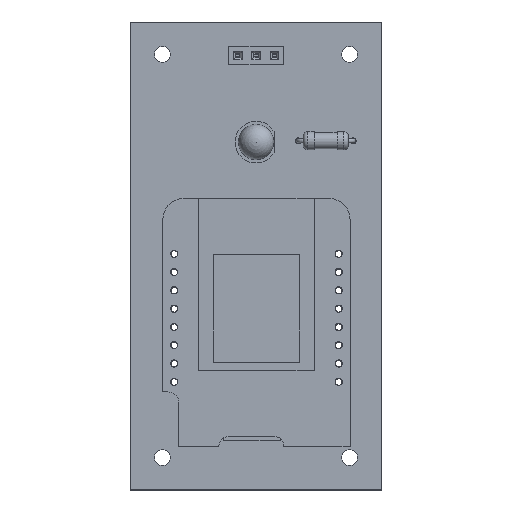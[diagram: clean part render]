
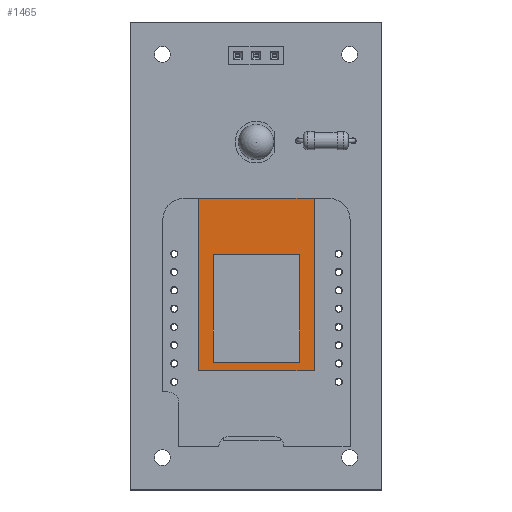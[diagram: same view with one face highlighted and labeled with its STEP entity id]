
A CAD part, top view. The second image highlights one B-rep face of the part: STEP entity #1465.
In plain terms, the highlighted planar face has unit normal (0, 0, 1).
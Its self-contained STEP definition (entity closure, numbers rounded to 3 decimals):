
#802 = VERTEX_POINT('',#803);
#803 = CARTESIAN_POINT('',(3.42,7.73,12.3));
#809 = EDGE_CURVE('',#802,#810,#812,.T.);
#810 = VERTEX_POINT('',#811);
#811 = CARTESIAN_POINT('',(3.42,-16.27,12.3));
#812 = LINE('',#813,#814);
#813 = CARTESIAN_POINT('',(3.42,7.73,12.3));
#814 = VECTOR('',#815,1.);
#815 = DIRECTION('',(0.,-1.,0.));
#833 = EDGE_CURVE('',#810,#834,#836,.T.);
#834 = VERTEX_POINT('',#835);
#835 = CARTESIAN_POINT('',(19.42,-16.27,12.3));
#836 = LINE('',#837,#838);
#837 = CARTESIAN_POINT('',(3.42,-16.27,12.3));
#838 = VECTOR('',#839,1.);
#839 = DIRECTION('',(1.,0.,0.));
#857 = EDGE_CURVE('',#834,#858,#860,.T.);
#858 = VERTEX_POINT('',#859);
#859 = CARTESIAN_POINT('',(19.42,7.73,12.3));
#860 = LINE('',#861,#862);
#861 = CARTESIAN_POINT('',(19.42,-16.27,12.3));
#862 = VECTOR('',#863,1.);
#863 = DIRECTION('',(0.,1.,0.));
#1453 = EDGE_CURVE('',#858,#802,#1454,.T.);
#1454 = LINE('',#1455,#1456);
#1455 = CARTESIAN_POINT('',(19.42,7.73,12.3));
#1456 = VECTOR('',#1457,1.);
#1457 = DIRECTION('',(-1.,0.,0.));
#1465 = ADVANCED_FACE('',(#1466,#1472),#1506,.T.);
#1466 = FACE_BOUND('',#1467,.T.);
#1467 = EDGE_LOOP('',(#1468,#1469,#1470,#1471));
#1468 = ORIENTED_EDGE('',*,*,#833,.T.);
#1469 = ORIENTED_EDGE('',*,*,#857,.T.);
#1470 = ORIENTED_EDGE('',*,*,#1453,.T.);
#1471 = ORIENTED_EDGE('',*,*,#809,.T.);
#1472 = FACE_BOUND('',#1473,.T.);
#1473 = EDGE_LOOP('',(#1474,#1484,#1492,#1500));
#1474 = ORIENTED_EDGE('',*,*,#1475,.F.);
#1475 = EDGE_CURVE('',#1476,#1478,#1480,.T.);
#1476 = VERTEX_POINT('',#1477);
#1477 = CARTESIAN_POINT('',(5.42,-15.07,12.3));
#1478 = VERTEX_POINT('',#1479);
#1479 = CARTESIAN_POINT('',(17.42,-15.07,12.3));
#1480 = LINE('',#1481,#1482);
#1481 = CARTESIAN_POINT('',(5.42,-15.07,12.3));
#1482 = VECTOR('',#1483,1.);
#1483 = DIRECTION('',(1.,0.,0.));
#1484 = ORIENTED_EDGE('',*,*,#1485,.F.);
#1485 = EDGE_CURVE('',#1486,#1476,#1488,.T.);
#1486 = VERTEX_POINT('',#1487);
#1487 = CARTESIAN_POINT('',(5.42,-0.07,12.3));
#1488 = LINE('',#1489,#1490);
#1489 = CARTESIAN_POINT('',(5.42,-0.07,12.3));
#1490 = VECTOR('',#1491,1.);
#1491 = DIRECTION('',(0.,-1.,0.));
#1492 = ORIENTED_EDGE('',*,*,#1493,.F.);
#1493 = EDGE_CURVE('',#1494,#1486,#1496,.T.);
#1494 = VERTEX_POINT('',#1495);
#1495 = CARTESIAN_POINT('',(17.42,-0.07,12.3));
#1496 = LINE('',#1497,#1498);
#1497 = CARTESIAN_POINT('',(17.42,-0.07,12.3));
#1498 = VECTOR('',#1499,1.);
#1499 = DIRECTION('',(-1.,0.,0.));
#1500 = ORIENTED_EDGE('',*,*,#1501,.F.);
#1501 = EDGE_CURVE('',#1478,#1494,#1502,.T.);
#1502 = LINE('',#1503,#1504);
#1503 = CARTESIAN_POINT('',(17.42,-15.07,12.3));
#1504 = VECTOR('',#1505,1.);
#1505 = DIRECTION('',(0.,1.,0.));
#1506 = PLANE('',#1507);
#1507 = AXIS2_PLACEMENT_3D('',#1508,#1509,#1510);
#1508 = CARTESIAN_POINT('',(11.42,-4.27,12.3));
#1509 = DIRECTION('',(0.,0.,1.));
#1510 = DIRECTION('',(1.,0.,-0.));
